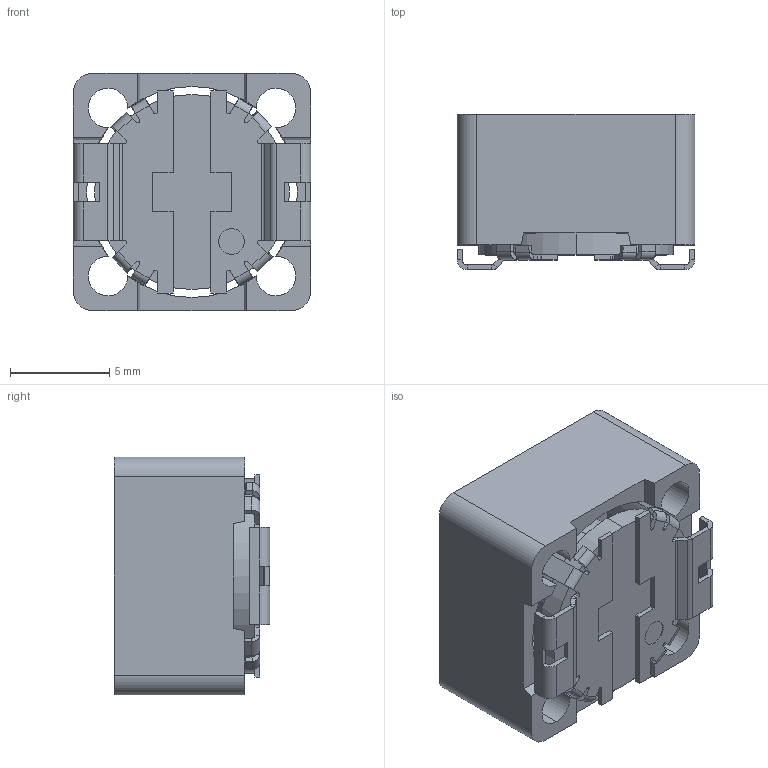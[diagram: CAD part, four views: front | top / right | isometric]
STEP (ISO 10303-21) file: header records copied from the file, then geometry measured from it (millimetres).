
FILE_DESCRIPTION (( 'STEP AP214' ), '1' );
FILE_NAME ('DR127.STEP', '2020-11-23T12:42:24', ( '' ), ( '' ), 'SwSTEP 2.0', 'SolidWorks 2016', '' );
FILE_SCHEMA (( 'AUTOMOTIVE_DESIGN' ));
Length unit declared in the file: millimetre
Products named in the file (4): DR127; 13008802; 40014700A; 13008801
Assembly tree (3 placements, depth 2):
  DR127
    40014700A
    13008801
    13008802
Bounding box: 12 x 7.85 x 12 mm (x, y, z)
Volume: 617.1 mm3; surface area: 1291.2 mm2
Topology: 4 solids, 4 shells, 269 faces, 665 edges, 402 vertices
Faces by surface type: plane 172, cylinder 89, bspline 8
Entity records: 8084 total; most frequent: CARTESIAN_POINT 1566, ORIENTED_EDGE 1330, DIRECTION 1329, EDGE_CURVE 665, VECTOR 455, LINE 455, AXIS2_PLACEMENT_3D 437, VERTEX_POINT 402
